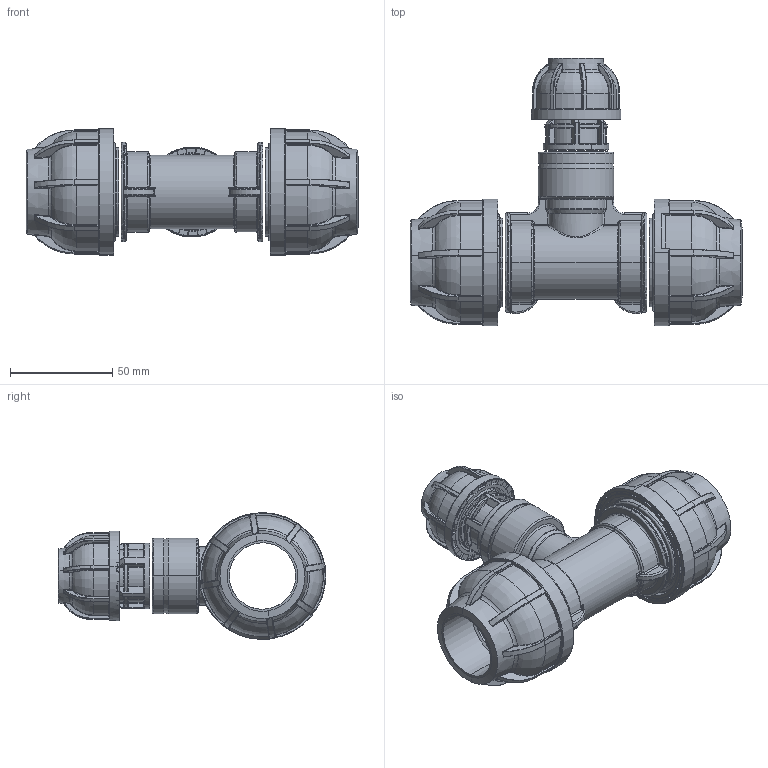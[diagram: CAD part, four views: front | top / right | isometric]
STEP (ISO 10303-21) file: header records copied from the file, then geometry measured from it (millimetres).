
FILE_DESCRIPTION (( 'STEP AP203' ), '1' );
FILE_NAME ('R217.032.020.step', '2013-11-19T09:24:36', ( 'Alusic' ), ( 'Alusic' ), 'SwSTEP 2.0', 'SolidWorks 2011', '' );
FILE_SCHEMA (( 'CONFIG_CONTROL_DESIGN' ));
Length unit declared in the file: millimetre
Products named in the file (1): R217.032.020
Bounding box: 162.3 x 130.9 x 61.99 mm (x, y, z)
Surface area: 70045.4 mm2 (no closed solid volume)
Topology: 0 solids, 24 shells, 1769 faces, 5768 edges, 3716 vertices
Faces by surface type: cylinder 518, torus 468, plane 352, bspline 322, cone 67, sphere 42
Entity records: 80355 total; most frequent: CARTESIAN_POINT 34754, DIRECTION 9453, ORIENTED_EDGE 8838, EDGE_CURVE 5746, AXIS2_PLACEMENT_3D 4083, VERTEX_POINT 3712, CIRCLE 2635, EDGE_LOOP 1782
